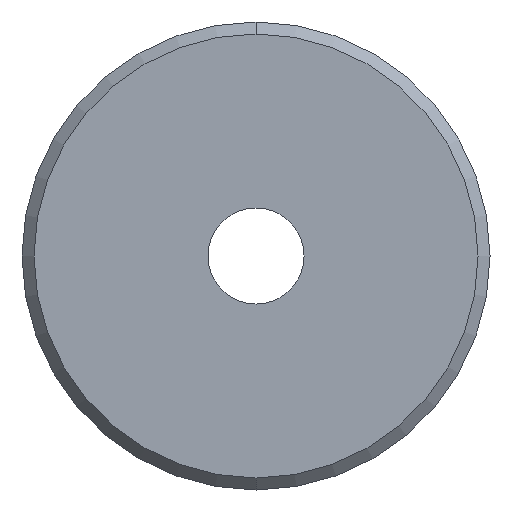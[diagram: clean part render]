
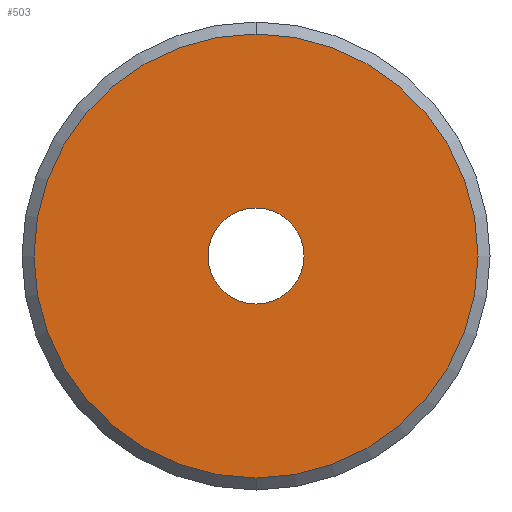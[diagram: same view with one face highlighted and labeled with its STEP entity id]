
A CAD part, front view. The second image highlights one B-rep face of the part: STEP entity #503.
In plain terms, the highlighted planar face has unit normal (0, -1, 0).
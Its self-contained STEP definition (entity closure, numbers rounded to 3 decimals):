
#3 = VERTEX_POINT ( 'NONE', #41 ) ;
#4 = AXIS2_PLACEMENT_3D ( 'NONE', #132, #661, #313 ) ;
#31 = ORIENTED_EDGE ( 'NONE', *, *, #595, .F. ) ;
#41 = CARTESIAN_POINT ( 'NONE',  ( 0., 23.673, -4. ) ) ;
#48 = DIRECTION ( 'NONE',  ( 0., -1., 0. ) ) ;
#74 = CIRCLE ( 'NONE', #742, 4. ) ;
#89 = EDGE_CURVE ( 'NONE', #398, #747, #707, .T. ) ;
#94 = EDGE_LOOP ( 'NONE', ( #31, #145 ) ) ;
#132 = CARTESIAN_POINT ( 'NONE',  ( 0., 23.673, 0. ) ) ;
#135 = CARTESIAN_POINT ( 'NONE',  ( 0., 23.673, 0. ) ) ;
#145 = ORIENTED_EDGE ( 'NONE', *, *, #372, .F. ) ;
#164 = CARTESIAN_POINT ( 'NONE',  ( 0., 23.673, 18.5 ) ) ;
#170 = FACE_BOUND ( 'NONE', #94, .T. ) ;
#177 = CARTESIAN_POINT ( 'NONE',  ( 0., 23.673, 4. ) ) ;
#182 = AXIS2_PLACEMENT_3D ( 'NONE', #135, #320, #538 ) ;
#205 = CIRCLE ( 'NONE', #696, 18.5 ) ;
#267 = ORIENTED_EDGE ( 'NONE', *, *, #659, .T. ) ;
#274 = AXIS2_PLACEMENT_3D ( 'NONE', #299, #702, #360 ) ;
#290 = DIRECTION ( 'NONE',  ( 0., 0., -1. ) ) ;
#299 = CARTESIAN_POINT ( 'NONE',  ( 0., 23.673, 0. ) ) ;
#313 = DIRECTION ( 'NONE',  ( 0., 0., -1. ) ) ;
#320 = DIRECTION ( 'NONE',  ( 0., -1., 0. ) ) ;
#355 = CARTESIAN_POINT ( 'NONE',  ( 0., 23.673, 0. ) ) ;
#356 = VERTEX_POINT ( 'NONE', #177 ) ;
#360 = DIRECTION ( 'NONE',  ( 0., 0., -1. ) ) ;
#372 = EDGE_CURVE ( 'NONE', #356, #3, #74, .T. ) ;
#389 = CARTESIAN_POINT ( 'NONE',  ( 0., 23.673, 0. ) ) ;
#398 = VERTEX_POINT ( 'NONE', #404 ) ;
#404 = CARTESIAN_POINT ( 'NONE',  ( 0., 23.673, -18.5 ) ) ;
#422 = PLANE ( 'NONE',  #4 ) ;
#424 = CIRCLE ( 'NONE', #274, 4. ) ;
#442 = DIRECTION ( 'NONE',  ( 0., 0., -1. ) ) ;
#447 = EDGE_LOOP ( 'NONE', ( #267, #469 ) ) ;
#469 = ORIENTED_EDGE ( 'NONE', *, *, #89, .T. ) ;
#503 = ADVANCED_FACE ( 'NONE', ( #170, #632 ), #422, .T. ) ;
#538 = DIRECTION ( 'NONE',  ( 0., 0., -1. ) ) ;
#595 = EDGE_CURVE ( 'NONE', #3, #356, #424, .T. ) ;
#632 = FACE_OUTER_BOUND ( 'NONE', #447, .T. ) ;
#659 = EDGE_CURVE ( 'NONE', #747, #398, #205, .T. ) ;
#661 = DIRECTION ( 'NONE',  ( 0., -1., 0. ) ) ;
#695 = DIRECTION ( 'NONE',  ( 0., -1., 0. ) ) ;
#696 = AXIS2_PLACEMENT_3D ( 'NONE', #389, #48, #442 ) ;
#702 = DIRECTION ( 'NONE',  ( 0., -1., 0. ) ) ;
#707 = CIRCLE ( 'NONE', #182, 18.5 ) ;
#742 = AXIS2_PLACEMENT_3D ( 'NONE', #355, #695, #290 ) ;
#747 = VERTEX_POINT ( 'NONE', #164 ) ;
